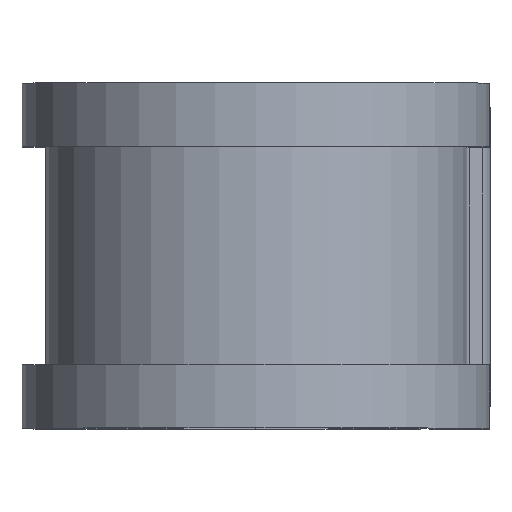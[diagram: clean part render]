
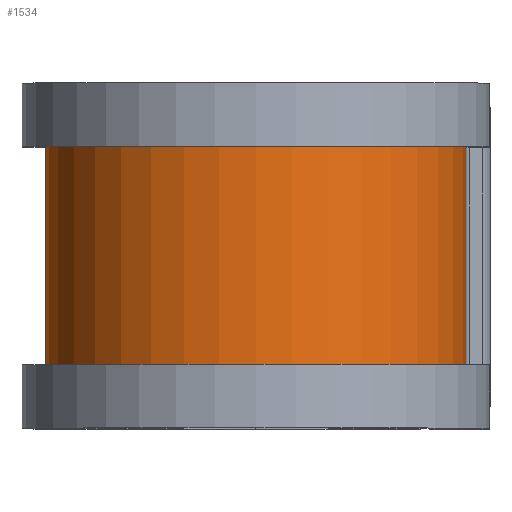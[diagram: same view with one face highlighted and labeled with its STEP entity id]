
A CAD part, top view. The second image highlights one B-rep face of the part: STEP entity #1534.
In plain terms, the highlighted cylindrical face has radius 13.449 mm (diameter 26.899 mm), a partial arc.
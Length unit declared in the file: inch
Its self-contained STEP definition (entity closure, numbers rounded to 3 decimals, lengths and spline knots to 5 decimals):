
#54 = CARTESIAN_POINT ( 'NONE',  ( 0.5295, -0.275, 0.875 ) ) ;
#69 = CARTESIAN_POINT ( 'NONE',  ( 0., -0.275, 0.875 ) ) ;
#73 = ORIENTED_EDGE ( 'NONE', *, *, #1489, .F. ) ;
#216 = DIRECTION ( 'NONE',  ( 0., -1., 0. ) ) ;
#242 = DIRECTION ( 'NONE',  ( 0., 0., -1. ) ) ;
#261 = CIRCLE ( 'NONE', #416, 0.5295 ) ;
#387 = CARTESIAN_POINT ( 'NONE',  ( -0.5295, 0.375, 0.875 ) ) ;
#416 = AXIS2_PLACEMENT_3D ( 'NONE', #69, #1212, #242 ) ;
#423 = EDGE_CURVE ( 'NONE', #1147, #1785, #606, .T. ) ;
#579 = CARTESIAN_POINT ( 'NONE',  ( 0., 0.375, 0.875 ) ) ;
#596 = DIRECTION ( 'NONE',  ( 0., -1., 0. ) ) ;
#599 = LINE ( 'NONE', #909, #1846 ) ;
#606 = CIRCLE ( 'NONE', #1768, 0.5295 ) ;
#733 = DIRECTION ( 'NONE',  ( 0., 0., -1. ) ) ;
#737 = VERTEX_POINT ( 'NONE', #54 ) ;
#759 = ORIENTED_EDGE ( 'NONE', *, *, #1636, .F. ) ;
#876 = CARTESIAN_POINT ( 'NONE',  ( 0., 0.275, 0.875 ) ) ;
#893 = ORIENTED_EDGE ( 'NONE', *, *, #423, .T. ) ;
#909 = CARTESIAN_POINT ( 'NONE',  ( 0.5295, 0.375, 0.875 ) ) ;
#1034 = DIRECTION ( 'NONE',  ( 0., 0., -1. ) ) ;
#1054 = ORIENTED_EDGE ( 'NONE', *, *, #1898, .T. ) ;
#1125 = CYLINDRICAL_SURFACE ( 'NONE', #1553, 0.5295 ) ;
#1147 = VERTEX_POINT ( 'NONE', #1556 ) ;
#1200 = CARTESIAN_POINT ( 'NONE',  ( -0.5295, -0.275, 0.875 ) ) ;
#1212 = DIRECTION ( 'NONE',  ( 0., -1., 0. ) ) ;
#1390 = DIRECTION ( 'NONE',  ( 0., -1., 0. ) ) ;
#1483 = CARTESIAN_POINT ( 'NONE',  ( -0.5295, 0.275, 0.875 ) ) ;
#1489 = EDGE_CURVE ( 'NONE', #737, #1903, #261, .T. ) ;
#1534 = ADVANCED_FACE ( 'NONE', ( #2072 ), #1125, .T. ) ;
#1553 = AXIS2_PLACEMENT_3D ( 'NONE', #579, #1390, #733 ) ;
#1556 = CARTESIAN_POINT ( 'NONE',  ( 0.5295, 0.275, 0.875 ) ) ;
#1636 = EDGE_CURVE ( 'NONE', #1147, #737, #599, .T. ) ;
#1643 = LINE ( 'NONE', #387, #2056 ) ;
#1736 = EDGE_LOOP ( 'NONE', ( #759, #893, #1054, #73 ) ) ;
#1768 = AXIS2_PLACEMENT_3D ( 'NONE', #876, #2034, #1034 ) ;
#1785 = VERTEX_POINT ( 'NONE', #1483 ) ;
#1846 = VECTOR ( 'NONE', #596, 39.37008 ) ;
#1898 = EDGE_CURVE ( 'NONE', #1785, #1903, #1643, .T. ) ;
#1903 = VERTEX_POINT ( 'NONE', #1200 ) ;
#2034 = DIRECTION ( 'NONE',  ( 0., -1., 0. ) ) ;
#2056 = VECTOR ( 'NONE', #216, 39.37008 ) ;
#2072 = FACE_OUTER_BOUND ( 'NONE', #1736, .T. ) ;
